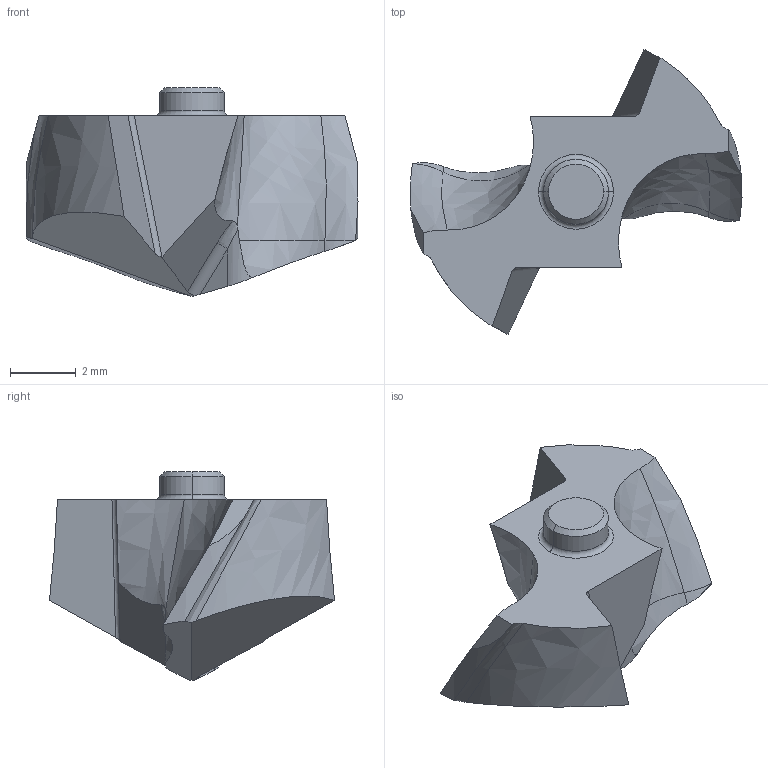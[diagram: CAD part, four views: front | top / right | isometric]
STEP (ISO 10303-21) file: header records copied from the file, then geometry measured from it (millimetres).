
FILE_DESCRIPTION((''),'2;1');
FILE_NAME('STAWN1010TH','2021-03-12T16:11:06',('tlyh01'),('PTC Japan'),'CREO PARAMETRIC BY PTC INC, 2018500','CREO PARAMETRIC BY PTC INC, 2018500','');
FILE_SCHEMA(('AUTOMOTIVE_DESIGN { 1 0 10303 214 1 1 1 1 }'));
Length unit declared in the file: millimetre
Products named in the file (1): STAWN1010TH
Bounding box: 10.09 x 8.67 x 6.35 mm (x, y, z)
Volume: 132.7 mm3; surface area: 192.7 mm2
Topology: 1 solids, 1 shells, 48 faces, 143 edges, 98 vertices
Faces by surface type: plane 18, bspline 16, cylinder 10, torus 2, cone 2
Entity records: 3034 total; most frequent: CARTESIAN_POINT 1478, ORIENTED_EDGE 248, PRESENTATION_STYLE_ASSIGNMENT 147, STYLED_ITEM 147, CURVE_STYLE 146, DIRECTION 134, EDGE_CURVE 124, B_SPLINE_CURVE_WITH_KNOTS 93
